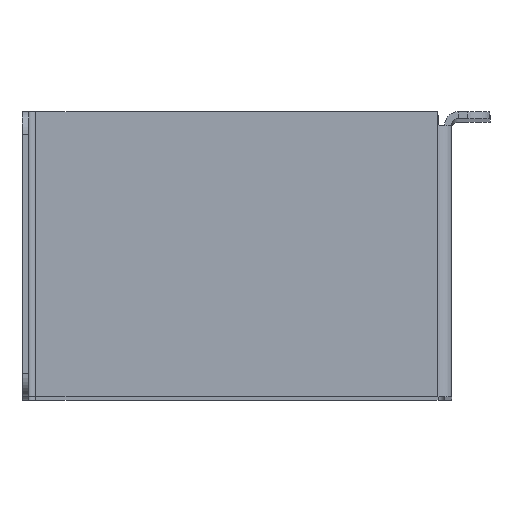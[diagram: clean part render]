
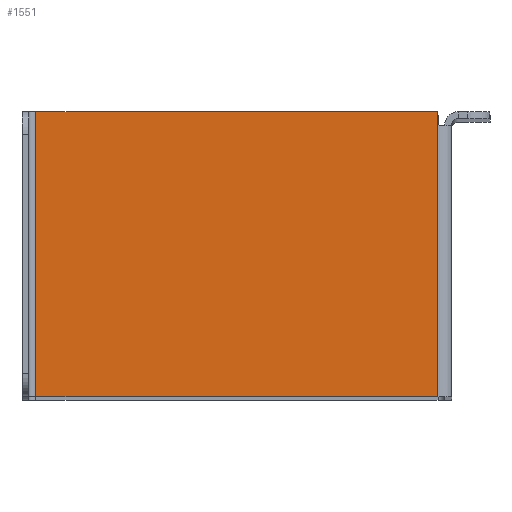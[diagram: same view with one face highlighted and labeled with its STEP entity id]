
A CAD part, top view. The second image highlights one B-rep face of the part: STEP entity #1551.
In plain terms, the highlighted planar face has unit normal (0, 0, 1).
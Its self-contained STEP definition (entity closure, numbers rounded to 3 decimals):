
#63=PLANE('',#1684);
#121=FACE_OUTER_BOUND('',#211,.T.);
#211=EDGE_LOOP('',(#1183,#1184,#1185,#1186,#1187,#1188,#1189));
#304=LINE('',#2315,#458);
#307=LINE('',#2321,#461);
#341=LINE('',#2427,#495);
#345=LINE('',#2438,#499);
#350=LINE('',#2456,#504);
#351=LINE('',#2457,#505);
#352=LINE('',#2458,#506);
#458=VECTOR('',#1848,10.);
#461=VECTOR('',#1853,2.16);
#495=VECTOR('',#1949,10.);
#499=VECTOR('',#1959,10.);
#504=VECTOR('',#1978,10.);
#505=VECTOR('',#1979,10.);
#506=VECTOR('',#1980,10.);
#680=VERTEX_POINT('',#2307);
#682=VERTEX_POINT('',#2313);
#684=VERTEX_POINT('',#2319);
#724=VERTEX_POINT('',#2424);
#725=VERTEX_POINT('',#2426);
#728=VERTEX_POINT('',#2434);
#735=VERTEX_POINT('',#2455);
#838=EDGE_CURVE('',#682,#680,#304,.T.);
#841=EDGE_CURVE('',#682,#684,#307,.T.);
#893=EDGE_CURVE('',#724,#725,#341,.T.);
#899=EDGE_CURVE('',#725,#728,#345,.T.);
#908=EDGE_CURVE('',#724,#735,#350,.T.);
#909=EDGE_CURVE('',#680,#735,#351,.T.);
#910=EDGE_CURVE('',#728,#684,#352,.T.);
#1183=ORIENTED_EDGE('',*,*,#899,.F.);
#1184=ORIENTED_EDGE('',*,*,#893,.F.);
#1185=ORIENTED_EDGE('',*,*,#908,.T.);
#1186=ORIENTED_EDGE('',*,*,#909,.F.);
#1187=ORIENTED_EDGE('',*,*,#838,.F.);
#1188=ORIENTED_EDGE('',*,*,#841,.T.);
#1189=ORIENTED_EDGE('',*,*,#910,.F.);
#1551=ADVANCED_FACE('',(#121),#63,.T.);
#1684=AXIS2_PLACEMENT_3D('',#2454,#1976,#1977);
#1848=DIRECTION('',(0.,-1.,0.));
#1853=DIRECTION('',(-1.,0.,0.));
#1949=DIRECTION('',(-1.,0.,0.));
#1959=DIRECTION('',(0.,1.,0.));
#1976=DIRECTION('center_axis',(0.,0.,
1.));
#1977=DIRECTION('ref_axis',(1.,0.,0.));
#1978=DIRECTION('',(1.,0.,0.));
#1979=DIRECTION('',(0.,-1.,0.));
#1980=DIRECTION('',(1.,0.,0.));
#2307=CARTESIAN_POINT('',(159.65,50.779,111.403));
#2313=CARTESIAN_POINT('',(159.65,53.779,111.403));
#2315=CARTESIAN_POINT('',(159.65,11.054,111.403));
#2319=CARTESIAN_POINT('',(79.4,53.779,111.403));
#2321=CARTESIAN_POINT('',(106.436,53.779,111.403));
#2424=CARTESIAN_POINT('',(79.4,-9.221,111.403));
#2426=CARTESIAN_POINT('',(70.65,-9.221,111.403));
#2427=CARTESIAN_POINT('',(83.811,-9.221,111.403));
#2434=CARTESIAN_POINT('',(70.65,53.779,111.403));
#2438=CARTESIAN_POINT('',(70.65,22.279,111.403));
#2454=CARTESIAN_POINT('Origin',(89.721,22.279,111.403));
#2455=CARTESIAN_POINT('',(159.65,-9.221,111.403));
#2456=CARTESIAN_POINT('',(99.65,-9.221,111.403));
#2457=CARTESIAN_POINT('',(159.65,11.054,111.403));
#2458=CARTESIAN_POINT('',(83.811,53.779,111.403));
